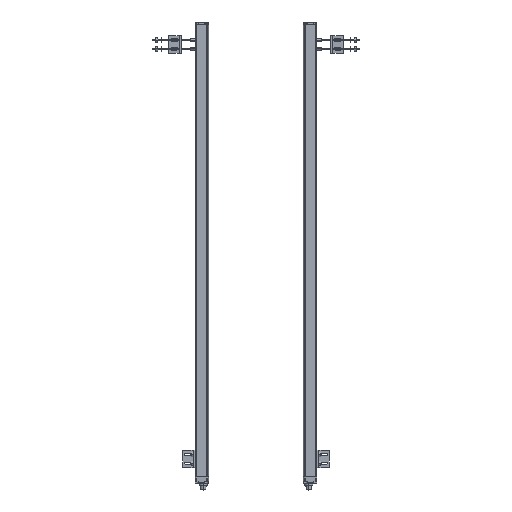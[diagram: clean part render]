
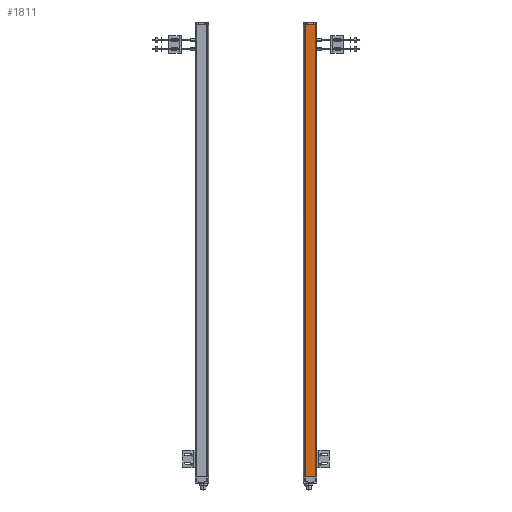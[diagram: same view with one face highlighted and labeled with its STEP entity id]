
A CAD part, top view. The second image highlights one B-rep face of the part: STEP entity #1811.
In plain terms, the highlighted planar face has unit normal (0, 0, 1).
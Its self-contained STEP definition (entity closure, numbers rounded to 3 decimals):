
#807=DIRECTION('',(0.,1.,0.));
#808=VECTOR('',#807,1017.7);
#809=CARTESIAN_POINT('',(257.065,-24.574,64.672));
#810=LINE('',#809,#808);
#815=DIRECTION('',(-1.,0.,0.));
#816=VECTOR('',#815,24.006);
#817=CARTESIAN_POINT('',(281.072,993.126,64.672));
#818=LINE('',#817,#816);
#819=DIRECTION('',(1.,0.,0.));
#820=VECTOR('',#819,24.006);
#821=CARTESIAN_POINT('',(257.065,-24.574,64.672));
#822=LINE('',#821,#820);
#827=DIRECTION('',(0.,-1.,0.));
#828=VECTOR('',#827,1017.7);
#829=CARTESIAN_POINT('',(281.072,993.126,64.672));
#830=LINE('',#829,#828);
#870=CARTESIAN_POINT('',(281.072,993.126,64.672));
#871=VERTEX_POINT('',#870);
#882=CARTESIAN_POINT('',(257.065,993.126,64.672));
#883=VERTEX_POINT('',#882);
#884=CARTESIAN_POINT('',(281.072,-24.574,64.672));
#885=VERTEX_POINT('',#884);
#891=CARTESIAN_POINT('',(257.065,-24.574,64.672));
#892=VERTEX_POINT('',#891);
#1799=CARTESIAN_POINT('',(281.072,665.126,64.672));
#1800=DIRECTION('',(0.,0.,1.));
#1801=DIRECTION('',(0.,1.,0.));
#1802=AXIS2_PLACEMENT_3D('',#1799,#1800,#1801);
#1803=PLANE('',#1802);
#1804=ORIENTED_EDGE('',*,*,#1217,.F.);
#1806=ORIENTED_EDGE('',*,*,#1805,.T.);
#1807=ORIENTED_EDGE('',*,*,#1147,.F.);
#1808=ORIENTED_EDGE('',*,*,#1792,.T.);
#1809=EDGE_LOOP('',(#1804,#1806,#1807,#1808));
#1810=FACE_OUTER_BOUND('',#1809,.F.);
#1147=EDGE_CURVE('',#892,#885,#822,.T.);
#1217=EDGE_CURVE('',#871,#883,#818,.T.);
#1792=EDGE_CURVE('',#892,#883,#810,.T.);
#1805=EDGE_CURVE('',#871,#885,#830,.T.);
#1811=ADVANCED_FACE('',(#1810),#1803,.T.);
